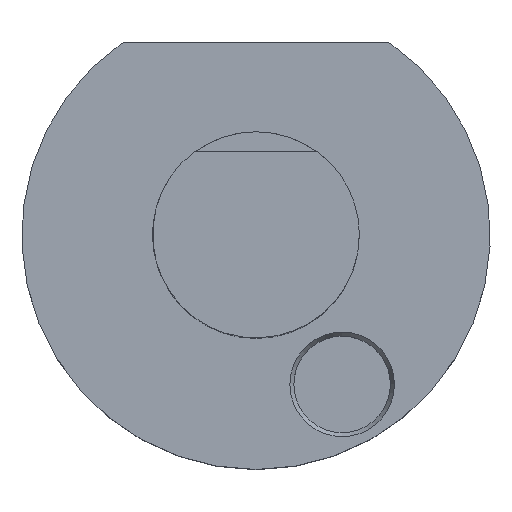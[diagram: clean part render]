
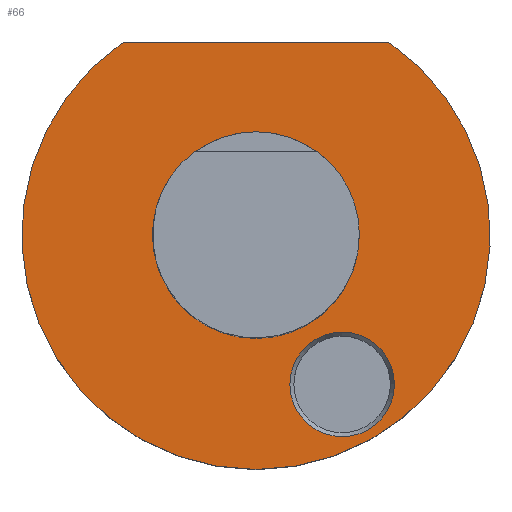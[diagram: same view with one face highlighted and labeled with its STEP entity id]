
A CAD part, top view. The second image highlights one B-rep face of the part: STEP entity #66.
In plain terms, the highlighted planar face has unit normal (0, 0, 1).
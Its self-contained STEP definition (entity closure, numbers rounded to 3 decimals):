
#66=ADVANCED_FACE('',(#127,#128,#129),#88,.T.);
#88=PLANE('',#392);
#98=LINE('',#566,#112);
#112=VECTOR('',#450,1.);
#127=FACE_BOUND('',#154,.T.);
#128=FACE_BOUND('',#155,.T.);
#129=FACE_BOUND('',#156,.T.);
#154=EDGE_LOOP('',(#201));
#155=EDGE_LOOP('',(#202,#203));
#156=EDGE_LOOP('',(#204));
#201=ORIENTED_EDGE('',*,*,#307,.F.);
#202=ORIENTED_EDGE('',*,*,#299,.F.);
#203=ORIENTED_EDGE('',*,*,#300,.T.);
#204=ORIENTED_EDGE('',*,*,#301,.F.);
#266=VERTEX_POINT('',#561);
#267=VERTEX_POINT('',#563);
#268=VERTEX_POINT('',#569);
#273=VERTEX_POINT('',#582);
#299=EDGE_CURVE('',#267,#266,#336,.T.);
#300=EDGE_CURVE('',#267,#266,#98,.T.);
#301=EDGE_CURVE('',#268,#268,#337,.T.);
#307=EDGE_CURVE('',#273,#273,#340,.T.);
#336=CIRCLE('',#383,34.);
#337=CIRCLE('',#386,14.997);
#340=CIRCLE('',#391,7.584);
#383=AXIS2_PLACEMENT_3D('',#564,#446,#447);
#386=AXIS2_PLACEMENT_3D('',#568,#453,#454);
#391=AXIS2_PLACEMENT_3D('',#581,#466,#467);
#392=AXIS2_PLACEMENT_3D('',#583,#468,#469);
#446=DIRECTION('',(0.,0.,-1.));
#447=DIRECTION('',(1.,0.,0.));
#450=DIRECTION('',(-1.,0.,0.));
#453=DIRECTION('',(0.,0.,1.));
#454=DIRECTION('',(1.,0.,0.));
#466=DIRECTION('',(0.,0.,1.));
#467=DIRECTION('',(1.,0.,0.));
#468=DIRECTION('',(0.,0.,1.));
#469=DIRECTION('',(-1.,0.,0.));
#561=CARTESIAN_POINT('',(-19.287,28.,0.));
#563=CARTESIAN_POINT('',(19.287,28.,0.));
#564=CARTESIAN_POINT('',(0.,0.,0.));
#566=CARTESIAN_POINT('',(-33.5,28.,0.));
#568=CARTESIAN_POINT('',(0.,0.,0.));
#569=CARTESIAN_POINT('',(14.997,0.,0.));
#581=CARTESIAN_POINT('',(12.5,-21.651,0.));
#582=CARTESIAN_POINT('',(20.084,-21.651,0.));
#583=CARTESIAN_POINT('',(-33.5,0.,0.));
